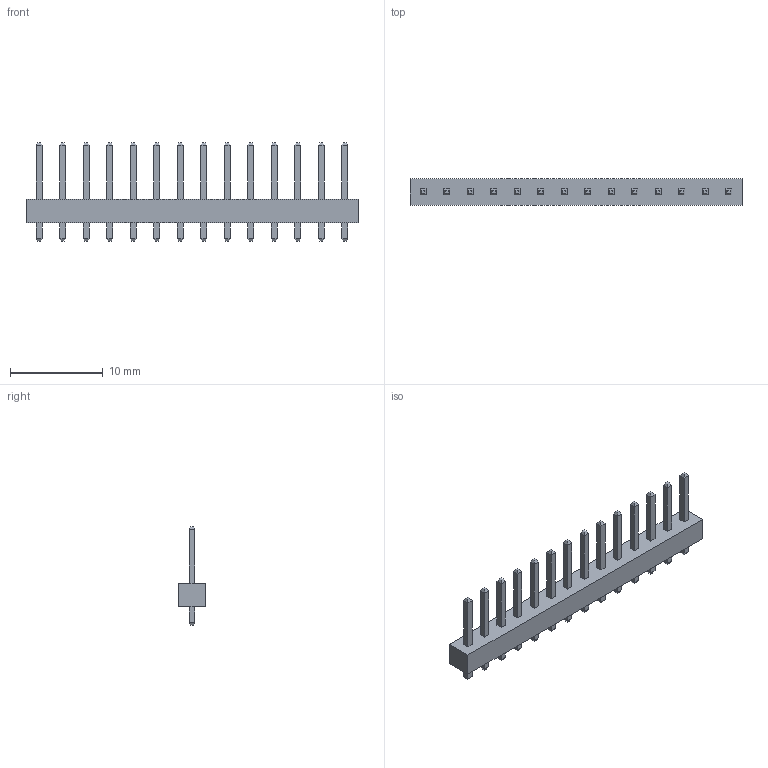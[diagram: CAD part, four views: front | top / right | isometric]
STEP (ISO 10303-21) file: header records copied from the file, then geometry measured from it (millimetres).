
FILE_DESCRIPTION (( 'STEP AP214' ), '1' );
FILE_NAME ( 'HDRV14W64P254_14X1_3586X284H865.STEP', '2022-06-18T21:59:54', ( '' ), ( '' ), '', '©2017 PCB Libraries, Inc.', '' );
FILE_SCHEMA (( 'AUTOMOTIVE_DESIGN' ));
Length unit declared in the file: millimetre
Products named in the file (1): HDRV14W64P254_14X1_3586X284H865
Bounding box: 35.86 x 2.84 x 10.65 mm (x, y, z)
Volume: 303.7 mm3; surface area: 701.4 mm2
Topology: 29 solids, 29 shells, 286 faces, 572 edges, 344 vertices
Faces by surface type: plane 286
Entity records: 8039 total; most frequent: CARTESIAN_POINT 1203, DIRECTION 1146, ORIENTED_EDGE 1144, VECTOR 572, LINE 572, EDGE_CURVE 572, VERTEX_POINT 344, STYLED_ITEM 316
